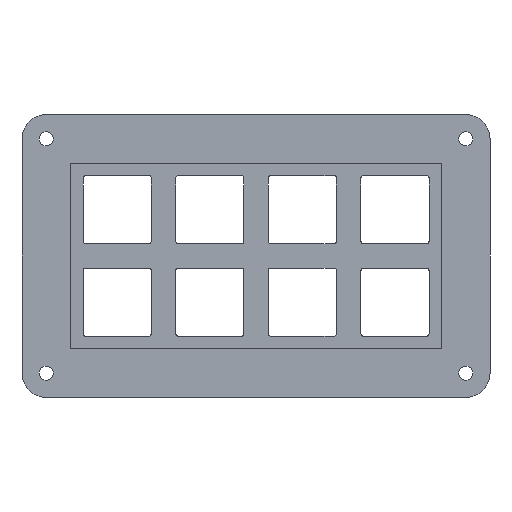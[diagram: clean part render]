
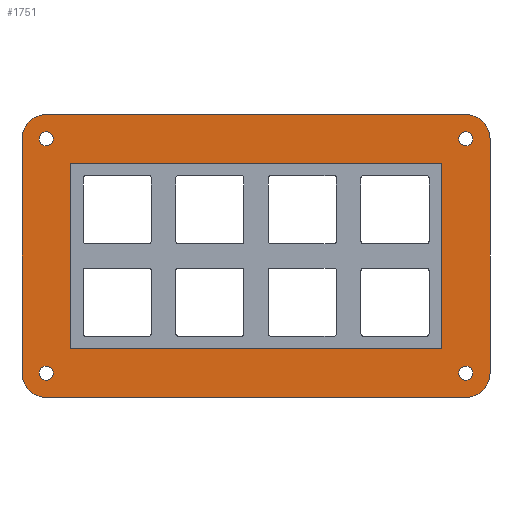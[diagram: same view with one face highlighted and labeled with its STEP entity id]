
A CAD part, front view. The second image highlights one B-rep face of the part: STEP entity #1751.
In plain terms, the highlighted planar face has unit normal (0, -1, 0).
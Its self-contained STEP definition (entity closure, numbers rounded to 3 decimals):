
#73=FACE_BOUND('',#338,.T.);
#74=FACE_BOUND('',#339,.T.);
#75=FACE_BOUND('',#340,.T.);
#76=FACE_BOUND('',#341,.T.);
#77=FACE_BOUND('',#342,.T.);
#147=CIRCLE('',#1919,5.);
#148=CIRCLE('',#1920,5.);
#149=CIRCLE('',#1921,5.);
#150=CIRCLE('',#1922,5.);
#151=CIRCLE('',#1923,1.45);
#152=CIRCLE('',#1924,1.45);
#153=CIRCLE('',#1925,1.45);
#154=CIRCLE('',#1926,1.45);
#233=FACE_OUTER_BOUND('',#337,.T.);
#337=EDGE_LOOP('',(#1537,#1538,#1539,#1540,#1541,#1542,#1543,#1544));
#338=EDGE_LOOP('',(#1545));
#339=EDGE_LOOP('',(#1546));
#340=EDGE_LOOP('',(#1547));
#341=EDGE_LOOP('',(#1548));
#342=EDGE_LOOP('',(#1549,#1550,#1551,#1552));
#505=LINE('',#2878,#677);
#506=LINE('',#2882,#678);
#507=LINE('',#2886,#679);
#508=LINE('',#2889,#680);
#509=LINE('',#2900,#681);
#510=LINE('',#2902,#682);
#511=LINE('',#2904,#683);
#512=LINE('',#2905,#684);
#677=VECTOR('',#2366,10.);
#678=VECTOR('',#2369,10.);
#679=VECTOR('',#2372,10.);
#680=VECTOR('',#2375,10.);
#681=VECTOR('',#2384,10.);
#682=VECTOR('',#2385,10.);
#683=VECTOR('',#2386,10.);
#684=VECTOR('',#2387,10.);
#845=VERTEX_POINT('',#2874);
#846=VERTEX_POINT('',#2875);
#847=VERTEX_POINT('',#2877);
#848=VERTEX_POINT('',#2879);
#849=VERTEX_POINT('',#2881);
#850=VERTEX_POINT('',#2883);
#851=VERTEX_POINT('',#2885);
#852=VERTEX_POINT('',#2887);
#853=VERTEX_POINT('',#2890);
#854=VERTEX_POINT('',#2892);
#855=VERTEX_POINT('',#2894);
#856=VERTEX_POINT('',#2896);
#857=VERTEX_POINT('',#2898);
#858=VERTEX_POINT('',#2899);
#859=VERTEX_POINT('',#2901);
#860=VERTEX_POINT('',#2903);
#1081=EDGE_CURVE('',#845,#846,#147,.T.);
#1082=EDGE_CURVE('',#847,#845,#505,.T.);
#1083=EDGE_CURVE('',#848,#847,#148,.T.);
#1084=EDGE_CURVE('',#849,#848,#506,.T.);
#1085=EDGE_CURVE('',#850,#849,#149,.T.);
#1086=EDGE_CURVE('',#851,#850,#507,.T.);
#1087=EDGE_CURVE('',#852,#851,#150,.T.);
#1088=EDGE_CURVE('',#846,#852,#508,.T.);
#1089=EDGE_CURVE('',#853,#853,#151,.T.);
#1090=EDGE_CURVE('',#854,#854,#152,.T.);
#1091=EDGE_CURVE('',#855,#855,#153,.T.);
#1092=EDGE_CURVE('',#856,#856,#154,.T.);
#1093=EDGE_CURVE('',#857,#858,#509,.T.);
#1094=EDGE_CURVE('',#859,#857,#510,.T.);
#1095=EDGE_CURVE('',#860,#859,#511,.T.);
#1096=EDGE_CURVE('',#858,#860,#512,.T.);
#1537=ORIENTED_EDGE('',*,*,#1081,.F.);
#1538=ORIENTED_EDGE('',*,*,#1082,.F.);
#1539=ORIENTED_EDGE('',*,*,#1083,.F.);
#1540=ORIENTED_EDGE('',*,*,#1084,.F.);
#1541=ORIENTED_EDGE('',*,*,#1085,.F.);
#1542=ORIENTED_EDGE('',*,*,#1086,.F.);
#1543=ORIENTED_EDGE('',*,*,#1087,.F.);
#1544=ORIENTED_EDGE('',*,*,#1088,.F.);
#1545=ORIENTED_EDGE('',*,*,#1089,.F.);
#1546=ORIENTED_EDGE('',*,*,#1090,.F.);
#1547=ORIENTED_EDGE('',*,*,#1091,.F.);
#1548=ORIENTED_EDGE('',*,*,#1092,.F.);
#1549=ORIENTED_EDGE('',*,*,#1093,.F.);
#1550=ORIENTED_EDGE('',*,*,#1094,.F.);
#1551=ORIENTED_EDGE('',*,*,#1095,.F.);
#1552=ORIENTED_EDGE('',*,*,#1096,.F.);
#1671=PLANE('',#1918);
#1751=ADVANCED_FACE('',(#233,#73,#74,#75,#76,#77),#1671,.F.);
#1918=AXIS2_PLACEMENT_3D('',#2873,#2362,#2363);
#1919=AXIS2_PLACEMENT_3D('',#2876,#2364,#2365);
#1920=AXIS2_PLACEMENT_3D('',#2880,#2367,#2368);
#1921=AXIS2_PLACEMENT_3D('',#2884,#2370,#2371);
#1922=AXIS2_PLACEMENT_3D('',#2888,#2373,#2374);
#1923=AXIS2_PLACEMENT_3D('',#2891,#2376,#2377);
#1924=AXIS2_PLACEMENT_3D('',#2893,#2378,#2379);
#1925=AXIS2_PLACEMENT_3D('',#2895,#2380,#2381);
#1926=AXIS2_PLACEMENT_3D('',#2897,#2382,#2383);
#2362=DIRECTION('center_axis',(0.,1.,0.));
#2363=DIRECTION('ref_axis',(1.,0.,0.));
#2364=DIRECTION('center_axis',(0.,1.,0.));
#2365=DIRECTION('ref_axis',(0.707,0.,-0.707));
#2366=DIRECTION('',(0.,0.,-1.));
#2367=DIRECTION('center_axis',(0.,1.,0.));
#2368=DIRECTION('ref_axis',(0.707,0.,0.707));
#2369=DIRECTION('',(1.,0.,0.));
#2370=DIRECTION('center_axis',(0.,1.,0.));
#2371=DIRECTION('ref_axis',(-0.707,0.,0.707));
#2372=DIRECTION('',(0.,0.,1.));
#2373=DIRECTION('center_axis',(0.,1.,0.));
#2374=DIRECTION('ref_axis',(-0.707,0.,-0.707));
#2375=DIRECTION('',(-1.,0.,0.));
#2376=DIRECTION('center_axis',(0.,-1.,0.));
#2377=DIRECTION('ref_axis',(1.,0.,0.));
#2378=DIRECTION('center_axis',(0.,-1.,0.));
#2379=DIRECTION('ref_axis',(1.,0.,0.));
#2380=DIRECTION('center_axis',(0.,-1.,0.));
#2381=DIRECTION('ref_axis',(1.,0.,0.));
#2382=DIRECTION('center_axis',(0.,-1.,0.));
#2383=DIRECTION('ref_axis',(1.,0.,0.));
#2384=DIRECTION('',(0.,0.,-1.));
#2385=DIRECTION('',(-1.,0.,0.));
#2386=DIRECTION('',(0.,0.,1.));
#2387=DIRECTION('',(1.,0.,0.));
#2873=CARTESIAN_POINT('Origin',(38.15,-11.1,-19.1));
#2874=CARTESIAN_POINT('',(86.3,-11.1,-43.2));
#2875=CARTESIAN_POINT('',(81.3,-11.1,-48.2));
#2876=CARTESIAN_POINT('Origin',(81.3,-11.1,-43.2));
#2877=CARTESIAN_POINT('',(86.3,-11.1,5.));
#2878=CARTESIAN_POINT('',(86.3,-11.1,-31.15));
#2879=CARTESIAN_POINT('',(81.3,-11.1,10.));
#2880=CARTESIAN_POINT('Origin',(81.3,-11.1,5.));
#2881=CARTESIAN_POINT('',(-5.,-11.1,10.));
#2882=CARTESIAN_POINT('',(59.725,-11.1,10.));
#2883=CARTESIAN_POINT('',(-10.,-11.1,5.));
#2884=CARTESIAN_POINT('Origin',(-5.,-11.1,5.));
#2885=CARTESIAN_POINT('',(-10.,-11.1,-43.2));
#2886=CARTESIAN_POINT('',(-10.,-11.1,-7.05));
#2887=CARTESIAN_POINT('',(-5.,-11.1,-48.2));
#2888=CARTESIAN_POINT('Origin',(-5.,-11.1,-43.2));
#2889=CARTESIAN_POINT('',(16.575,-11.1,-48.2));
#2890=CARTESIAN_POINT('',(79.85,-11.1,-43.2));
#2891=CARTESIAN_POINT('Origin',(81.3,-11.1,-43.2));
#2892=CARTESIAN_POINT('',(79.85,-11.1,5.));
#2893=CARTESIAN_POINT('Origin',(81.3,-11.1,5.));
#2894=CARTESIAN_POINT('',(-6.45,-11.1,5.));
#2895=CARTESIAN_POINT('Origin',(-5.,-11.1,5.));
#2896=CARTESIAN_POINT('',(-6.45,-11.1,-43.2));
#2897=CARTESIAN_POINT('Origin',(-5.,-11.1,-43.2));
#2898=CARTESIAN_POINT('',(0.,-11.1,0.));
#2899=CARTESIAN_POINT('',(0.,-11.1,-38.2));
#2900=CARTESIAN_POINT('',(0.,-11.1,-28.65));
#2901=CARTESIAN_POINT('',(76.3,-11.1,0.));
#2902=CARTESIAN_POINT('',(19.075,-11.1,0.));
#2903=CARTESIAN_POINT('',(76.3,-11.1,-38.2));
#2904=CARTESIAN_POINT('',(76.3,-11.1,-9.55));
#2905=CARTESIAN_POINT('',(57.225,-11.1,-38.2));
